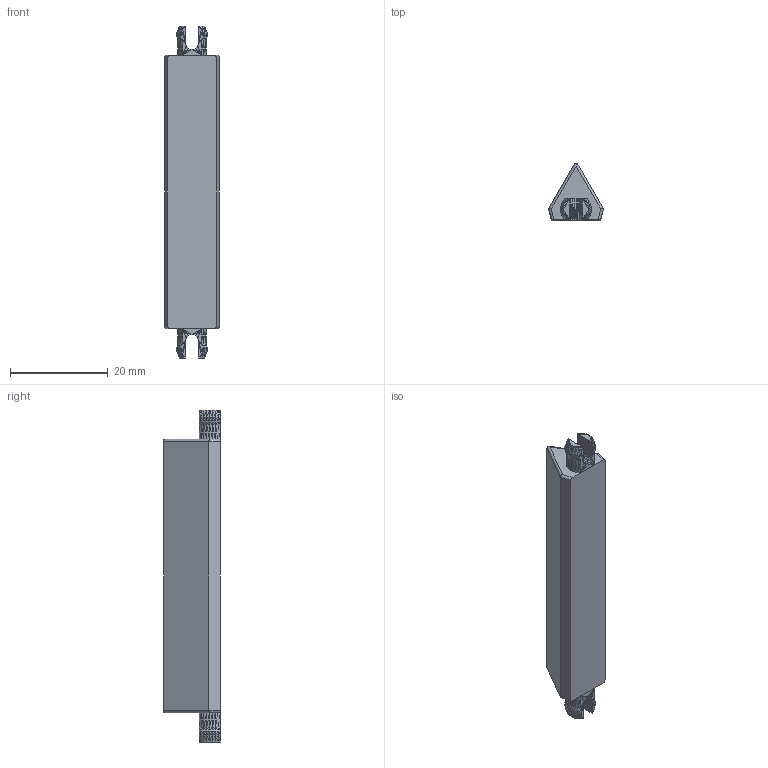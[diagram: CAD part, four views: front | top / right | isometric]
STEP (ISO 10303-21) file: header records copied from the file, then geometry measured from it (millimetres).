
FILE_DESCRIPTION (( 'STEP AP203' ), '1' );
FILE_NAME ('drive_shaft_5-4.step', '2023-07-14T20:07:00', ( '' ), ( '' ), 'SwSTEP 2.0', 'SolidWorks 2023', '' );
FILE_SCHEMA (( 'CONFIG_CONTROL_DESIGN' ));
Length unit declared in the file: millimetre
Products named in the file (1): drive_shaft_5-4
Bounding box: 11.23 x 11.5 x 68 mm (x, y, z)
Volume: 4566.4 mm3; surface area: 2543.5 mm2
Topology: 3 solids, 3 shells, 611 faces, 1022 edges, 424 vertices
Faces by surface type: plane 576, bspline 27, cylinder 8
Entity records: 14551 total; most frequent: CARTESIAN_POINT 3847, DIRECTION 2124, ORIENTED_EDGE 2044, EDGE_CURVE 1022, VECTOR 954, LINE 954, EDGE_LOOP 618, FACE_OUTER_BOUND 611
